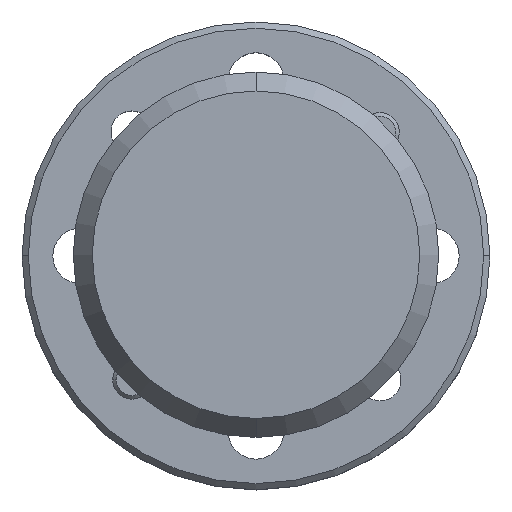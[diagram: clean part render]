
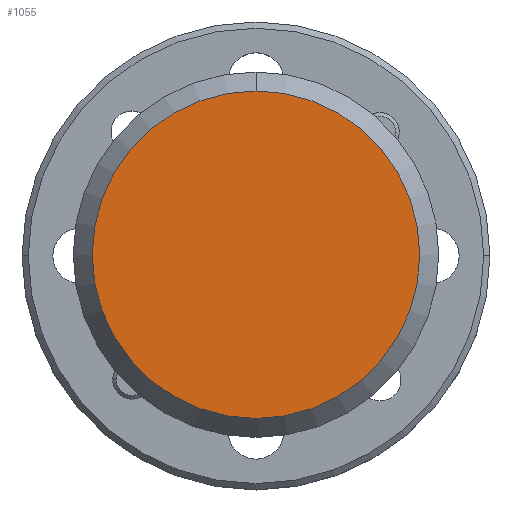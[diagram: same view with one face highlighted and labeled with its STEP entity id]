
A CAD part, top view. The second image highlights one B-rep face of the part: STEP entity #1055.
In plain terms, the highlighted planar face has unit normal (0, 0, 1).
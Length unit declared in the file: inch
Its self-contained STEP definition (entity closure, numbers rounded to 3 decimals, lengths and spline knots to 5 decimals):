
#169 = CARTESIAN_POINT ( 'NONE',  ( -2.42975, 0.57143, 1.34059 ) ) ;
#200 = DIRECTION ( 'NONE',  ( 0., 0., -1. ) ) ;
#218 = EDGE_LOOP ( 'NONE', ( #1256, #1708 ) ) ;
#269 = DIRECTION ( 'NONE',  ( 0., 1., 0. ) ) ;
#335 = DIRECTION ( 'NONE',  ( 0., 1., 0. ) ) ;
#550 = VERTEX_POINT ( 'NONE', #169 ) ;
#621 = DIRECTION ( 'NONE',  ( 0., 0., 1. ) ) ;
#636 = DIRECTION ( 'NONE',  ( 0., 0., -1. ) ) ;
#711 = AXIS2_PLACEMENT_3D ( 'NONE', #1085, #200, #335 ) ;
#831 = DIRECTION ( 'NONE',  ( 1., 0., 0. ) ) ;
#960 = PLANE ( 'NONE',  #1994 ) ;
#1055 = ADVANCED_FACE ( 'NONE', ( #1197 ), #960, .T. ) ;
#1085 = CARTESIAN_POINT ( 'NONE',  ( -2.42975, 0.83393, 1.34059 ) ) ;
#1116 = CARTESIAN_POINT ( 'NONE',  ( -2.42975, 1.09643, 1.34059 ) ) ;
#1170 = CARTESIAN_POINT ( 'NONE',  ( -2.42975, 0.83393, 1.34059 ) ) ;
#1197 = FACE_OUTER_BOUND ( 'NONE', #218, .T. ) ;
#1256 = ORIENTED_EDGE ( 'NONE', *, *, #1869, .F. ) ;
#1322 = AXIS2_PLACEMENT_3D ( 'NONE', #1170, #636, #269 ) ;
#1330 = VERTEX_POINT ( 'NONE', #1116 ) ;
#1708 = ORIENTED_EDGE ( 'NONE', *, *, #2297, .F. ) ;
#1822 = CIRCLE ( 'NONE', #711, 0.2625 ) ;
#1869 = EDGE_CURVE ( 'NONE', #1330, #550, #1980, .T. ) ;
#1924 = CARTESIAN_POINT ( 'NONE',  ( -2.2785, 0.83393, 1.34059 ) ) ;
#1980 = CIRCLE ( 'NONE', #1322, 0.2625 ) ;
#1994 = AXIS2_PLACEMENT_3D ( 'NONE', #1924, #621, #831 ) ;
#2297 = EDGE_CURVE ( 'NONE', #550, #1330, #1822, .T. ) ;
